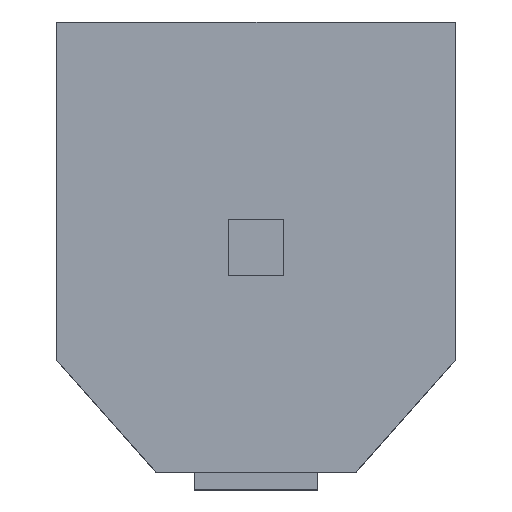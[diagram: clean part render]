
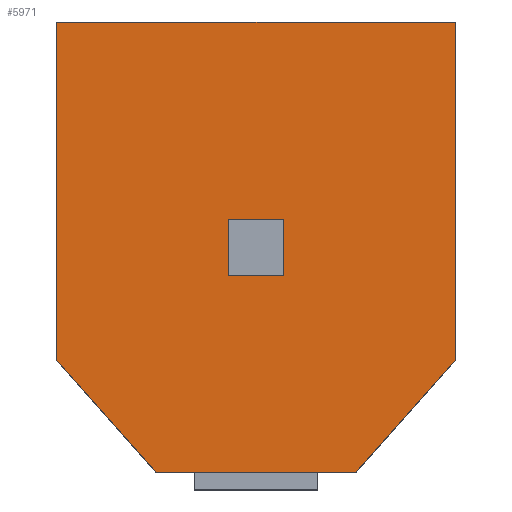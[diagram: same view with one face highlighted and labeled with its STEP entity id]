
A CAD part, top view. The second image highlights one B-rep face of the part: STEP entity #5971.
In plain terms, the highlighted face is planar.
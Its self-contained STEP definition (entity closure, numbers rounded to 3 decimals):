
#286 = CARTESIAN_POINT ( 'NONE',  ( 0., 85., 0. ) ) ;
#310 = DIRECTION ( 'NONE',  ( 1., 0., 0. ) ) ;
#386 = EDGE_CURVE ( 'NONE', #6533, #7014, #6343, .T. ) ;
#436 = ORIENTED_EDGE ( 'NONE', *, *, #2313, .F. ) ;
#537 = CARTESIAN_POINT ( 'NONE',  ( 0., 0., 0. ) ) ;
#571 = CARTESIAN_POINT ( 'NONE',  ( 43., 63.601, 0. ) ) ;
#626 = FACE_OUTER_BOUND ( 'NONE', #5936, .T. ) ;
#1308 = LINE ( 'NONE', #571, #3561 ) ;
#1330 = VERTEX_POINT ( 'NONE', #7479 ) ;
#1393 = ORIENTED_EDGE ( 'NONE', *, *, #1863, .F. ) ;
#1448 = CARTESIAN_POINT ( 'NONE',  ( 0., 0., 0. ) ) ;
#1556 = EDGE_CURVE ( 'NONE', #2983, #1330, #7174, .T. ) ;
#1589 = VECTOR ( 'NONE', #5803, 1000. ) ;
#1683 = DIRECTION ( 'NONE',  ( -1., 0., 0. ) ) ;
#1692 = DIRECTION ( 'NONE',  ( -1., 0., 0. ) ) ;
#1714 = VERTEX_POINT ( 'NONE', #7313 ) ;
#1808 = ORIENTED_EDGE ( 'NONE', *, *, #4060, .F. ) ;
#1863 = EDGE_CURVE ( 'NONE', #1714, #4394, #3480, .T. ) ;
#2042 = LINE ( 'NONE', #6299, #2405 ) ;
#2176 = CARTESIAN_POINT ( 'NONE',  ( 100., 85., 0. ) ) ;
#2313 = EDGE_CURVE ( 'NONE', #6582, #1714, #6950, .T. ) ;
#2333 = CARTESIAN_POINT ( 'NONE',  ( 100., 0., 0. ) ) ;
#2405 = VECTOR ( 'NONE', #310, 1000. ) ;
#2555 = EDGE_CURVE ( 'NONE', #7014, #2983, #1308, .T. ) ;
#2603 = LINE ( 'NONE', #7696, #6435 ) ;
#2626 = VECTOR ( 'NONE', #5298, 1000. ) ;
#2917 = ORIENTED_EDGE ( 'NONE', *, *, #5471, .F. ) ;
#2983 = VERTEX_POINT ( 'NONE', #4051 ) ;
#3018 = VECTOR ( 'NONE', #5082, 1000. ) ;
#3034 = CARTESIAN_POINT ( 'NONE',  ( 57., 63.601, 0. ) ) ;
#3119 = EDGE_CURVE ( 'NONE', #3691, #5786, #6847, .T. ) ;
#3131 = CARTESIAN_POINT ( 'NONE',  ( 43., 49.601, 0. ) ) ;
#3261 = CARTESIAN_POINT ( 'NONE',  ( 75., 113.201, 0. ) ) ;
#3457 = EDGE_LOOP ( 'NONE', ( #5549, #5103, #4062, #3486 ) ) ;
#3480 = LINE ( 'NONE', #3261, #3018 ) ;
#3486 = ORIENTED_EDGE ( 'NONE', *, *, #6433, .F. ) ;
#3528 = VECTOR ( 'NONE', #7402, 1000. ) ;
#3561 = VECTOR ( 'NONE', #4239, 1000. ) ;
#3689 = CARTESIAN_POINT ( 'NONE',  ( 75., 113.201, 0. ) ) ;
#3691 = VERTEX_POINT ( 'NONE', #5417 ) ;
#3927 = VERTEX_POINT ( 'NONE', #5652 ) ;
#3930 = ORIENTED_EDGE ( 'NONE', *, *, #3119, .F. ) ;
#3974 = VECTOR ( 'NONE', #7740, 1000. ) ;
#4011 = EDGE_CURVE ( 'NONE', #5786, #6582, #2042, .T. ) ;
#4051 = CARTESIAN_POINT ( 'NONE',  ( 43., 63.601, 0. ) ) ;
#4060 = EDGE_CURVE ( 'NONE', #3927, #3691, #6837, .T. ) ;
#4062 = ORIENTED_EDGE ( 'NONE', *, *, #386, .F. ) ;
#4100 = FACE_BOUND ( 'NONE', #3457, .T. ) ;
#4173 = CARTESIAN_POINT ( 'NONE',  ( 57., 49.601, 0. ) ) ;
#4239 = DIRECTION ( 'NONE',  ( 0., 1., 0. ) ) ;
#4394 = VERTEX_POINT ( 'NONE', #3689 ) ;
#4399 = CARTESIAN_POINT ( 'NONE',  ( 43., 49.601, 0. ) ) ;
#4500 = LINE ( 'NONE', #4791, #5898 ) ;
#4791 = CARTESIAN_POINT ( 'NONE',  ( 25., 113.201, 0. ) ) ;
#5067 = ORIENTED_EDGE ( 'NONE', *, *, #4011, .F. ) ;
#5082 = DIRECTION ( 'NONE',  ( -0.663, 0.748, 0. ) ) ;
#5103 = ORIENTED_EDGE ( 'NONE', *, *, #2555, .F. ) ;
#5245 = VECTOR ( 'NONE', #6319, 1000. ) ;
#5298 = DIRECTION ( 'NONE',  ( 0., -1., 0. ) ) ;
#5417 = CARTESIAN_POINT ( 'NONE',  ( 0., 85., 0. ) ) ;
#5471 = EDGE_CURVE ( 'NONE', #4394, #3927, #4500, .T. ) ;
#5549 = ORIENTED_EDGE ( 'NONE', *, *, #1556, .F. ) ;
#5589 = AXIS2_PLACEMENT_3D ( 'NONE', #7643, #7705, #1683 ) ;
#5652 = CARTESIAN_POINT ( 'NONE',  ( 25., 113.201, 0. ) ) ;
#5786 = VERTEX_POINT ( 'NONE', #1448 ) ;
#5803 = DIRECTION ( 'NONE',  ( 0., 1., 0. ) ) ;
#5895 = DIRECTION ( 'NONE',  ( 0., -1., 0. ) ) ;
#5898 = VECTOR ( 'NONE', #1692, 1000. ) ;
#5936 = EDGE_LOOP ( 'NONE', ( #5067, #3930, #1808, #2917, #1393, #436 ) ) ;
#5971 = ADVANCED_FACE ( 'NONE', ( #4100, #626 ), #6403, .T. ) ;
#6299 = CARTESIAN_POINT ( 'NONE',  ( 100., 0., 0. ) ) ;
#6319 = DIRECTION ( 'NONE',  ( -0.663, -0.748, 0. ) ) ;
#6343 = LINE ( 'NONE', #4399, #3528 ) ;
#6403 = PLANE ( 'NONE',  #5589 ) ;
#6433 = EDGE_CURVE ( 'NONE', #1330, #6533, #2603, .T. ) ;
#6435 = VECTOR ( 'NONE', #5895, 1000. ) ;
#6533 = VERTEX_POINT ( 'NONE', #4173 ) ;
#6582 = VERTEX_POINT ( 'NONE', #2333 ) ;
#6837 = LINE ( 'NONE', #286, #5245 ) ;
#6847 = LINE ( 'NONE', #537, #2626 ) ;
#6950 = LINE ( 'NONE', #2176, #1589 ) ;
#7014 = VERTEX_POINT ( 'NONE', #3131 ) ;
#7174 = LINE ( 'NONE', #3034, #3974 ) ;
#7313 = CARTESIAN_POINT ( 'NONE',  ( 100., 85., 0. ) ) ;
#7402 = DIRECTION ( 'NONE',  ( -1., 0., 0. ) ) ;
#7479 = CARTESIAN_POINT ( 'NONE',  ( 57., 63.601, 0. ) ) ;
#7643 = CARTESIAN_POINT ( 'NONE',  ( 0., 0., 0. ) ) ;
#7696 = CARTESIAN_POINT ( 'NONE',  ( 57., 49.601, 0. ) ) ;
#7705 = DIRECTION ( 'NONE',  ( 0., 0., -1. ) ) ;
#7740 = DIRECTION ( 'NONE',  ( 1., 0., 0. ) ) ;
